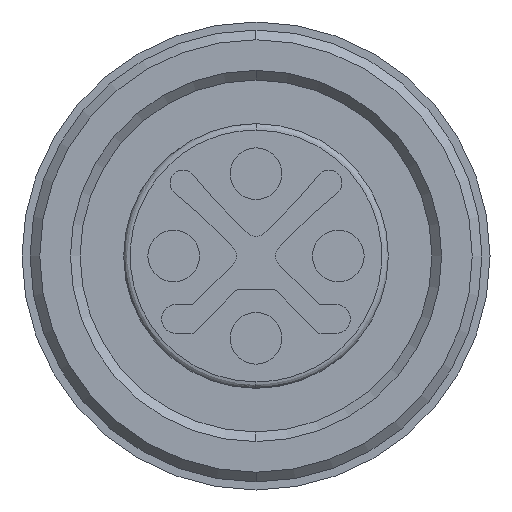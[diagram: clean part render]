
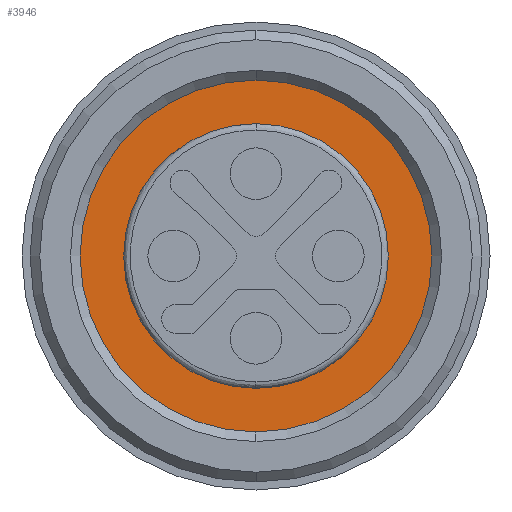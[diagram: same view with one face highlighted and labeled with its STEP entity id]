
A CAD part, left-side view. The second image highlights one B-rep face of the part: STEP entity #3946.
In plain terms, the highlighted planar face has unit normal (-1, 0, 0).
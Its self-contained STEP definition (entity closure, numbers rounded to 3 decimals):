
#657 = ORIENTED_EDGE ( 'NONE', *, *, #6065, .T. ) ;
#1396 = VERTEX_POINT ( 'NONE', #5424 ) ;
#1700 = EDGE_CURVE ( 'NONE', #2797, #13054, #9851, .T. ) ;
#1993 = CIRCLE ( 'NONE', #7347, 5.45 ) ;
#2112 = ORIENTED_EDGE ( 'NONE', *, *, #1700, .T. ) ;
#2174 = DIRECTION ( 'NONE',  ( 0., 0., -1. ) ) ;
#2194 = DIRECTION ( 'NONE',  ( 1., 0., 0. ) ) ;
#2210 = CARTESIAN_POINT ( 'NONE',  ( -3., 0., 0. ) ) ;
#2731 = AXIS2_PLACEMENT_3D ( 'NONE', #4966, #4914, #4857 ) ;
#2797 = VERTEX_POINT ( 'NONE', #10192 ) ;
#3163 = EDGE_LOOP ( 'NONE', ( #2112, #15619 ) ) ;
#3281 = DIRECTION ( 'NONE',  ( 0., 0., 1. ) ) ;
#3282 = DIRECTION ( 'NONE',  ( -1., 0., 0. ) ) ;
#3304 = CARTESIAN_POINT ( 'NONE',  ( -3., 0., 0. ) ) ;
#3705 = EDGE_LOOP ( 'NONE', ( #9483, #657 ) ) ;
#3946 = ADVANCED_FACE ( 'NONE', ( #6342, #4658 ), #11940, .T. ) ;
#4124 = AXIS2_PLACEMENT_3D ( 'NONE', #12219, #11893, #11836 ) ;
#4142 = EDGE_CURVE ( 'NONE', #13054, #2797, #1993, .T. ) ;
#4658 = FACE_BOUND ( 'NONE', #3705, .T. ) ;
#4685 = CARTESIAN_POINT ( 'NONE',  ( -3., 0., -5.45 ) ) ;
#4857 = DIRECTION ( 'NONE',  ( 0., 0., -1. ) ) ;
#4914 = DIRECTION ( 'NONE',  ( 1., 0., 0. ) ) ;
#4966 = CARTESIAN_POINT ( 'NONE',  ( -3., 0., 0. ) ) ;
#5424 = CARTESIAN_POINT ( 'NONE',  ( -3., 0., -4.1 ) ) ;
#5693 = CARTESIAN_POINT ( 'NONE',  ( -3., 0., 4.1 ) ) ;
#6065 = EDGE_CURVE ( 'NONE', #6231, #1396, #12077, .T. ) ;
#6231 = VERTEX_POINT ( 'NONE', #5693 ) ;
#6342 = FACE_OUTER_BOUND ( 'NONE', #3163, .T. ) ;
#7347 = AXIS2_PLACEMENT_3D ( 'NONE', #8973, #8956, #8940 ) ;
#8894 = AXIS2_PLACEMENT_3D ( 'NONE', #2210, #2194, #2174 ) ;
#8940 = DIRECTION ( 'NONE',  ( 0., 0., 1. ) ) ;
#8956 = DIRECTION ( 'NONE',  ( -1., 0., 0. ) ) ;
#8973 = CARTESIAN_POINT ( 'NONE',  ( -3., 0., 0. ) ) ;
#9483 = ORIENTED_EDGE ( 'NONE', *, *, #9959, .T. ) ;
#9843 = CIRCLE ( 'NONE', #2731, 4.1 ) ;
#9851 = CIRCLE ( 'NONE', #15780, 5.45 ) ;
#9959 = EDGE_CURVE ( 'NONE', #1396, #6231, #9843, .T. ) ;
#10192 = CARTESIAN_POINT ( 'NONE',  ( -3., 0., 5.45 ) ) ;
#11836 = DIRECTION ( 'NONE',  ( 0., 0., 1. ) ) ;
#11893 = DIRECTION ( 'NONE',  ( -1., 0., 0. ) ) ;
#11940 = PLANE ( 'NONE',  #4124 ) ;
#12077 = CIRCLE ( 'NONE', #8894, 4.1 ) ;
#12219 = CARTESIAN_POINT ( 'NONE',  ( -3., 0., 0. ) ) ;
#13054 = VERTEX_POINT ( 'NONE', #4685 ) ;
#15619 = ORIENTED_EDGE ( 'NONE', *, *, #4142, .T. ) ;
#15780 = AXIS2_PLACEMENT_3D ( 'NONE', #3304, #3282, #3281 ) ;
